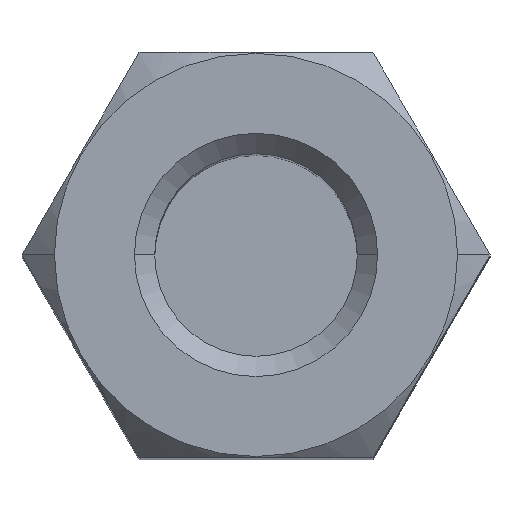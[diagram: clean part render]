
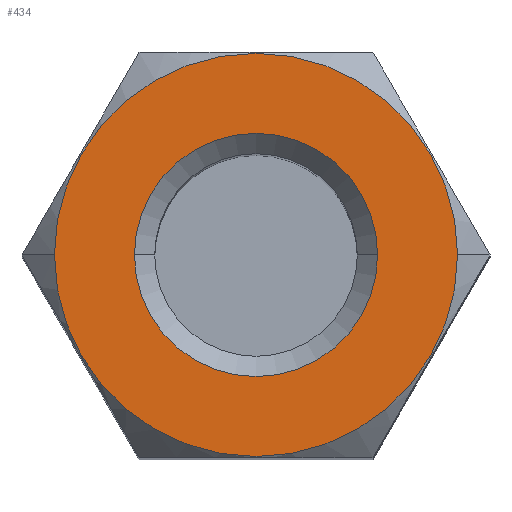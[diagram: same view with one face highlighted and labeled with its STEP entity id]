
A CAD part, top view. The second image highlights one B-rep face of the part: STEP entity #434.
In plain terms, the highlighted planar face has unit normal (0, 0, 1).
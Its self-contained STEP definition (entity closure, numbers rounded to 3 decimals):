
#16 = EDGE_CURVE ( 'NONE', #774, #43, #470, .T. ) ;
#26 = EDGE_LOOP ( 'NONE', ( #673, #692 ) ) ;
#27 = VERTEX_POINT ( 'NONE', #46 ) ;
#39 = CARTESIAN_POINT ( 'NONE',  ( -2.487, 0., 7.5 ) ) ;
#43 = VERTEX_POINT ( 'NONE', #39 ) ;
#46 = CARTESIAN_POINT ( 'NONE',  ( -1.5, 0., 7.5 ) ) ;
#65 = DIRECTION ( 'NONE',  ( 0., 0., -1. ) ) ;
#72 = CARTESIAN_POINT ( 'NONE',  ( 0., 0., 7.5 ) ) ;
#85 = CIRCLE ( 'NONE', #627, 1.5 ) ;
#86 = EDGE_CURVE ( 'NONE', #43, #774, #281, .T. ) ;
#136 = CARTESIAN_POINT ( 'NONE',  ( 0., 0., 7.5 ) ) ;
#157 = VERTEX_POINT ( 'NONE', #423 ) ;
#174 = EDGE_CURVE ( 'NONE', #27, #157, #348, .T. ) ;
#185 = DIRECTION ( 'NONE',  ( 0., 0., 1. ) ) ;
#188 = AXIS2_PLACEMENT_3D ( 'NONE', #136, #65, #483 ) ;
#191 = PLANE ( 'NONE',  #261 ) ;
#241 = AXIS2_PLACEMENT_3D ( 'NONE', #518, #402, #335 ) ;
#255 = DIRECTION ( 'NONE',  ( 0., 0., 1. ) ) ;
#261 = AXIS2_PLACEMENT_3D ( 'NONE', #72, #255, #373 ) ;
#270 = DIRECTION ( 'NONE',  ( 0., 0., -1. ) ) ;
#278 = CARTESIAN_POINT ( 'NONE',  ( 0., 0., 7.5 ) ) ;
#281 = CIRCLE ( 'NONE', #763, 2.487 ) ;
#335 = DIRECTION ( 'NONE',  ( 1., 0., 0. ) ) ;
#340 = EDGE_LOOP ( 'NONE', ( #581, #549 ) ) ;
#348 = CIRCLE ( 'NONE', #188, 1.5 ) ;
#373 = DIRECTION ( 'NONE',  ( 1., 0., 0. ) ) ;
#402 = DIRECTION ( 'NONE',  ( 0., 0., 1. ) ) ;
#420 = CARTESIAN_POINT ( 'NONE',  ( 0., 0., 7.5 ) ) ;
#423 = CARTESIAN_POINT ( 'NONE',  ( 1.5, 0., 7.5 ) ) ;
#434 = ADVANCED_FACE ( 'NONE', ( #573, #616 ), #191, .T. ) ;
#470 = CIRCLE ( 'NONE', #241, 2.487 ) ;
#483 = DIRECTION ( 'NONE',  ( 1., 0., 0. ) ) ;
#508 = DIRECTION ( 'NONE',  ( 1., 0., 0. ) ) ;
#518 = CARTESIAN_POINT ( 'NONE',  ( 0., 0., 7.5 ) ) ;
#549 = ORIENTED_EDGE ( 'NONE', *, *, #86, .T. ) ;
#573 = FACE_BOUND ( 'NONE', #26, .T. ) ;
#581 = ORIENTED_EDGE ( 'NONE', *, *, #16, .T. ) ;
#582 = CARTESIAN_POINT ( 'NONE',  ( 2.487, 0., 7.5 ) ) ;
#615 = EDGE_CURVE ( 'NONE', #157, #27, #85, .T. ) ;
#616 = FACE_OUTER_BOUND ( 'NONE', #340, .T. ) ;
#627 = AXIS2_PLACEMENT_3D ( 'NONE', #278, #270, #508 ) ;
#673 = ORIENTED_EDGE ( 'NONE', *, *, #615, .T. ) ;
#692 = ORIENTED_EDGE ( 'NONE', *, *, #174, .T. ) ;
#720 = DIRECTION ( 'NONE',  ( 1., 0., 0. ) ) ;
#763 = AXIS2_PLACEMENT_3D ( 'NONE', #420, #185, #720 ) ;
#774 = VERTEX_POINT ( 'NONE', #582 ) ;
